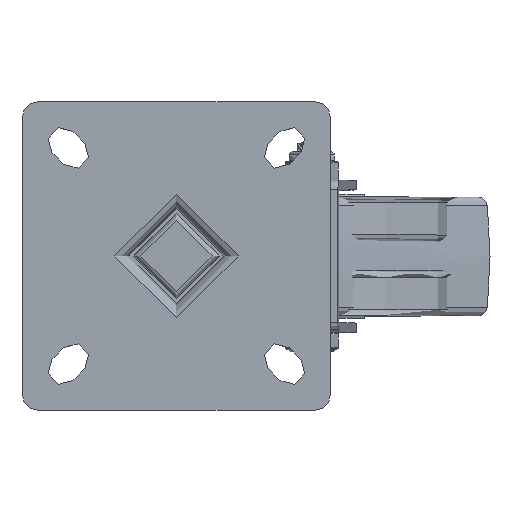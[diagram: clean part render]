
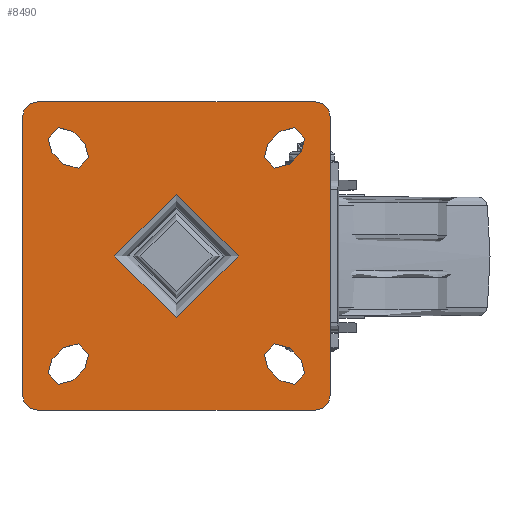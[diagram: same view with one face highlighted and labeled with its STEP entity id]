
A CAD part, top view. The second image highlights one B-rep face of the part: STEP entity #8490.
In plain terms, the highlighted planar face has unit normal (0, 0, 1).
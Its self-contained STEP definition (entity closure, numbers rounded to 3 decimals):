
#314=FACE_BOUND('',#2921,.T.);
#315=FACE_BOUND('',#2922,.T.);
#316=FACE_BOUND('',#2923,.T.);
#317=FACE_BOUND('',#2924,.T.);
#318=FACE_BOUND('',#2925,.T.);
#386=PLANE('',#9206);
#1000=LINE('',#12692,#1639);
#1002=LINE('',#12695,#1641);
#1004=LINE('',#12698,#1643);
#1006=LINE('',#12701,#1645);
#1008=LINE('',#12704,#1647);
#1010=LINE('',#12707,#1649);
#1012=LINE('',#12710,#1651);
#1014=LINE('',#12713,#1653);
#1015=LINE('',#12715,#1654);
#1018=LINE('',#12719,#1657);
#1021=LINE('',#12724,#1660);
#1022=LINE('',#12726,#1661);
#1639=VECTOR('',#10228,1000.);
#1641=VECTOR('',#10232,1000.);
#1643=VECTOR('',#10236,1000.);
#1645=VECTOR('',#10240,1000.);
#1647=VECTOR('',#10244,1000.);
#1649=VECTOR('',#10248,1000.);
#1651=VECTOR('',#10252,1000.);
#1653=VECTOR('',#10256,1000.);
#1654=VECTOR('',#10259,1000.);
#1657=VECTOR('',#10264,1000.);
#1660=VECTOR('',#10271,1000.);
#1661=VECTOR('',#10274,1000.);
#2399=FACE_OUTER_BOUND('',#2920,.T.);
#2920=EDGE_LOOP('',(#6156,#6157,#6158,#6159,#6160,#6161,#6162,#6163));
#2921=EDGE_LOOP('',(#6164,#6165,#6166,#6167));
#2922=EDGE_LOOP('',(#6168,#6169,#6170,#6171));
#2923=EDGE_LOOP('',(#6172,#6173,#6174,#6175));
#2924=EDGE_LOOP('',(#6176,#6177,#6178,#6179));
#2925=EDGE_LOOP('',(#6180));
#3463=CIRCLE('',#9122,13.);
#3468=CIRCLE('',#9130,3.5);
#3470=CIRCLE('',#9133,3.5);
#3472=CIRCLE('',#9136,3.5);
#3474=CIRCLE('',#9139,3.5);
#3477=CIRCLE('',#9143,3.125);
#3478=CIRCLE('',#9145,3.125);
#3480=CIRCLE('',#9148,3.125);
#3483=CIRCLE('',#9152,3.125);
#3484=CIRCLE('',#9154,3.125);
#3487=CIRCLE('',#9158,3.125);
#3489=CIRCLE('',#9161,3.125);
#3490=CIRCLE('',#9163,3.125);
#3820=VERTEX_POINT('',#12527);
#3824=VERTEX_POINT('',#12541);
#3825=VERTEX_POINT('',#12542);
#3828=VERTEX_POINT('',#12550);
#3829=VERTEX_POINT('',#12551);
#3832=VERTEX_POINT('',#12559);
#3833=VERTEX_POINT('',#12560);
#3836=VERTEX_POINT('',#12568);
#3837=VERTEX_POINT('',#12569);
#3842=VERTEX_POINT('',#12580);
#3843=VERTEX_POINT('',#12582);
#3844=VERTEX_POINT('',#12586);
#3845=VERTEX_POINT('',#12587);
#3848=VERTEX_POINT('',#12595);
#3849=VERTEX_POINT('',#12596);
#3854=VERTEX_POINT('',#12607);
#3855=VERTEX_POINT('',#12609);
#3856=VERTEX_POINT('',#12613);
#3857=VERTEX_POINT('',#12614);
#3862=VERTEX_POINT('',#12625);
#3863=VERTEX_POINT('',#12627);
#3866=VERTEX_POINT('',#12634);
#3867=VERTEX_POINT('',#12636);
#3868=VERTEX_POINT('',#12640);
#3869=VERTEX_POINT('',#12641);
#4673=EDGE_CURVE('',#3820,#3820,#3463,.T.);
#4679=EDGE_CURVE('',#3824,#3825,#3468,.T.);
#4683=EDGE_CURVE('',#3828,#3829,#3470,.T.);
#4687=EDGE_CURVE('',#3832,#3833,#3472,.T.);
#4691=EDGE_CURVE('',#3836,#3837,#3474,.T.);
#4697=EDGE_CURVE('',#3843,#3842,#3477,.T.);
#4699=EDGE_CURVE('',#3844,#3845,#3478,.T.);
#4703=EDGE_CURVE('',#3848,#3849,#3480,.T.);
#4709=EDGE_CURVE('',#3855,#3854,#3483,.T.);
#4711=EDGE_CURVE('',#3856,#3857,#3484,.T.);
#4717=EDGE_CURVE('',#3863,#3862,#3487,.T.);
#4721=EDGE_CURVE('',#3867,#3866,#3489,.T.);
#4723=EDGE_CURVE('',#3868,#3869,#3490,.T.);
#4748=EDGE_CURVE('',#3869,#3867,#1000,.T.);
#4750=EDGE_CURVE('',#3866,#3868,#1002,.T.);
#4752=EDGE_CURVE('',#3862,#3856,#1004,.T.);
#4754=EDGE_CURVE('',#3857,#3863,#1006,.T.);
#4756=EDGE_CURVE('',#3854,#3848,#1008,.T.);
#4758=EDGE_CURVE('',#3849,#3855,#1010,.T.);
#4760=EDGE_CURVE('',#3845,#3843,#1012,.T.);
#4762=EDGE_CURVE('',#3842,#3844,#1014,.T.);
#4763=EDGE_CURVE('',#3833,#3836,#1015,.T.);
#4766=EDGE_CURVE('',#3829,#3824,#1018,.T.);
#4769=EDGE_CURVE('',#3837,#3828,#1021,.T.);
#4770=EDGE_CURVE('',#3825,#3832,#1022,.T.);
#6156=ORIENTED_EDGE('',*,*,#4679,.F.);
#6157=ORIENTED_EDGE('',*,*,#4766,.F.);
#6158=ORIENTED_EDGE('',*,*,#4683,.F.);
#6159=ORIENTED_EDGE('',*,*,#4769,.F.);
#6160=ORIENTED_EDGE('',*,*,#4691,.F.);
#6161=ORIENTED_EDGE('',*,*,#4763,.F.);
#6162=ORIENTED_EDGE('',*,*,#4687,.F.);
#6163=ORIENTED_EDGE('',*,*,#4770,.F.);
#6164=ORIENTED_EDGE('',*,*,#4748,.T.);
#6165=ORIENTED_EDGE('',*,*,#4721,.T.);
#6166=ORIENTED_EDGE('',*,*,#4750,.T.);
#6167=ORIENTED_EDGE('',*,*,#4723,.T.);
#6168=ORIENTED_EDGE('',*,*,#4752,.T.);
#6169=ORIENTED_EDGE('',*,*,#4711,.T.);
#6170=ORIENTED_EDGE('',*,*,#4754,.T.);
#6171=ORIENTED_EDGE('',*,*,#4717,.T.);
#6172=ORIENTED_EDGE('',*,*,#4756,.T.);
#6173=ORIENTED_EDGE('',*,*,#4703,.T.);
#6174=ORIENTED_EDGE('',*,*,#4758,.T.);
#6175=ORIENTED_EDGE('',*,*,#4709,.T.);
#6176=ORIENTED_EDGE('',*,*,#4760,.T.);
#6177=ORIENTED_EDGE('',*,*,#4697,.T.);
#6178=ORIENTED_EDGE('',*,*,#4762,.T.);
#6179=ORIENTED_EDGE('',*,*,#4699,.T.);
#6180=ORIENTED_EDGE('',*,*,#4673,.F.);
#8490=ADVANCED_FACE('',(#2399,#314,#315,#316,#317,#318),#386,.T.);
#9122=AXIS2_PLACEMENT_3D('',#12529,#10058,#10059);
#9130=AXIS2_PLACEMENT_3D('',#12543,#10075,#10076);
#9133=AXIS2_PLACEMENT_3D('',#12552,#10083,#10084);
#9136=AXIS2_PLACEMENT_3D('',#12561,#10091,#10092);
#9139=AXIS2_PLACEMENT_3D('',#12570,#10099,#10100);
#9143=AXIS2_PLACEMENT_3D('',#12583,#10110,#10111);
#9145=AXIS2_PLACEMENT_3D('',#12588,#10115,#10116);
#9148=AXIS2_PLACEMENT_3D('',#12597,#10123,#10124);
#9152=AXIS2_PLACEMENT_3D('',#12610,#10134,#10135);
#9154=AXIS2_PLACEMENT_3D('',#12615,#10139,#10140);
#9158=AXIS2_PLACEMENT_3D('',#12628,#10150,#10151);
#9161=AXIS2_PLACEMENT_3D('',#12637,#10158,#10159);
#9163=AXIS2_PLACEMENT_3D('',#12642,#10163,#10164);
#9206=AXIS2_PLACEMENT_3D('',#12729,#10279,#10280);
#10058=DIRECTION('center_axis',(0.,0.,1.));
#10059=DIRECTION('ref_axis',(1.,0.,0.));
#10075=DIRECTION('center_axis',(0.,0.,-1.));
#10076=DIRECTION('ref_axis',(-0.707,-0.707,0.));
#10083=DIRECTION('center_axis',(0.,0.,-1.));
#10084=DIRECTION('ref_axis',(0.707,-0.707,0.));
#10091=DIRECTION('center_axis',(0.,0.,-1.));
#10092=DIRECTION('ref_axis',(-0.707,0.707,0.));
#10099=DIRECTION('center_axis',(0.,0.,-1.));
#10100=DIRECTION('ref_axis',(0.707,0.707,0.));
#10110=DIRECTION('center_axis',(0.,0.,-1.));
#10111=DIRECTION('ref_axis',(1.,0.,0.));
#10115=DIRECTION('center_axis',(0.,0.,-1.));
#10116=DIRECTION('ref_axis',(1.,0.,0.));
#10123=DIRECTION('center_axis',(0.,0.,-1.));
#10124=DIRECTION('ref_axis',(1.,0.,0.));
#10134=DIRECTION('center_axis',(0.,0.,-1.));
#10135=DIRECTION('ref_axis',(1.,0.,0.));
#10139=DIRECTION('center_axis',(0.,0.,-1.));
#10140=DIRECTION('ref_axis',(-1.,0.,0.));
#10150=DIRECTION('center_axis',(0.,0.,-1.));
#10151=DIRECTION('ref_axis',(-1.,0.,0.));
#10158=DIRECTION('center_axis',(0.,0.,-1.));
#10159=DIRECTION('ref_axis',(-1.,0.,0.));
#10163=DIRECTION('center_axis',(0.,0.,-1.));
#10164=DIRECTION('ref_axis',(-1.,0.,0.));
#10228=DIRECTION('',(0.707,-0.707,0.));
#10232=DIRECTION('',(-0.707,0.707,0.));
#10236=DIRECTION('',(-0.707,-0.707,0.));
#10240=DIRECTION('',(0.707,0.707,0.));
#10244=DIRECTION('',(0.707,0.707,0.));
#10248=DIRECTION('',(-0.707,-0.707,0.));
#10252=DIRECTION('',(-0.707,0.707,0.));
#10256=DIRECTION('',(0.707,-0.707,0.));
#10259=DIRECTION('',(1.,0.,0.));
#10264=DIRECTION('',(-1.,0.,0.));
#10271=DIRECTION('',(0.,-1.,0.));
#10274=DIRECTION('',(0.,1.,0.));
#10279=DIRECTION('center_axis',(0.,0.,1.));
#10280=DIRECTION('ref_axis',(1.,0.,0.));
#12527=CARTESIAN_POINT('',(-13.,0.,0.));
#12529=CARTESIAN_POINT('Origin',(0.,0.,0.));
#12541=CARTESIAN_POINT('',(-29.,-32.5,0.));
#12542=CARTESIAN_POINT('',(-32.5,-29.,0.));
#12543=CARTESIAN_POINT('Origin',(-29.,-29.,0.));
#12550=CARTESIAN_POINT('',(32.5,-29.,0.));
#12551=CARTESIAN_POINT('',(29.,-32.5,0.));
#12552=CARTESIAN_POINT('Origin',(29.,-29.,0.));
#12559=CARTESIAN_POINT('',(-32.5,29.,0.));
#12560=CARTESIAN_POINT('',(-29.,32.5,0.));
#12561=CARTESIAN_POINT('Origin',(-29.,29.,0.));
#12568=CARTESIAN_POINT('',(29.,32.5,0.));
#12569=CARTESIAN_POINT('',(32.5,29.,0.));
#12570=CARTESIAN_POINT('Origin',(29.,29.,0.));
#12580=CARTESIAN_POINT('',(-21.79,26.21,0.));
#12582=CARTESIAN_POINT('',(-26.21,21.79,0.));
#12583=CARTESIAN_POINT('Origin',(-24.,24.,0.));
#12586=CARTESIAN_POINT('',(-19.29,23.71,0.));
#12587=CARTESIAN_POINT('',(-23.71,19.29,0.));
#12588=CARTESIAN_POINT('Origin',(-21.5,21.5,0.));
#12595=CARTESIAN_POINT('',(-23.71,-19.29,0.));
#12596=CARTESIAN_POINT('',(-19.29,-23.71,0.));
#12597=CARTESIAN_POINT('Origin',(-21.5,-21.5,0.));
#12607=CARTESIAN_POINT('',(-26.21,-21.79,0.));
#12609=CARTESIAN_POINT('',(-21.79,-26.21,0.));
#12610=CARTESIAN_POINT('Origin',(-24.,-24.,0.));
#12613=CARTESIAN_POINT('',(23.71,19.29,0.));
#12614=CARTESIAN_POINT('',(19.29,23.71,0.));
#12615=CARTESIAN_POINT('Origin',(21.5,21.5,0.));
#12625=CARTESIAN_POINT('',(26.21,21.79,0.));
#12627=CARTESIAN_POINT('',(21.79,26.21,0.));
#12628=CARTESIAN_POINT('Origin',(24.,24.,0.));
#12634=CARTESIAN_POINT('',(21.79,-26.21,0.));
#12636=CARTESIAN_POINT('',(26.21,-21.79,0.));
#12637=CARTESIAN_POINT('Origin',(24.,-24.,0.));
#12640=CARTESIAN_POINT('',(19.29,-23.71,0.));
#12641=CARTESIAN_POINT('',(23.71,-19.29,0.));
#12642=CARTESIAN_POINT('Origin',(21.5,-21.5,0.));
#12692=CARTESIAN_POINT('',(23.71,-19.29,0.));
#12695=CARTESIAN_POINT('',(19.29,-23.71,0.));
#12698=CARTESIAN_POINT('',(24.,19.581,0.));
#12701=CARTESIAN_POINT('',(19.29,23.71,0.));
#12704=CARTESIAN_POINT('',(-24.,-19.581,0.));
#12707=CARTESIAN_POINT('',(-19.29,-23.71,0.));
#12710=CARTESIAN_POINT('',(-23.71,19.29,0.));
#12713=CARTESIAN_POINT('',(-19.29,23.71,0.));
#12715=CARTESIAN_POINT('',(-32.5,32.5,0.));
#12719=CARTESIAN_POINT('',(32.5,-32.5,0.));
#12724=CARTESIAN_POINT('',(32.5,32.5,0.));
#12726=CARTESIAN_POINT('',(-32.5,-32.5,0.));
#12729=CARTESIAN_POINT('Origin',(0.,0.,0.));
